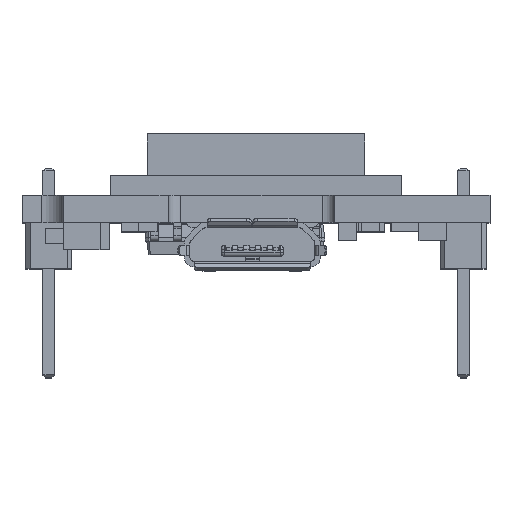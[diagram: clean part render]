
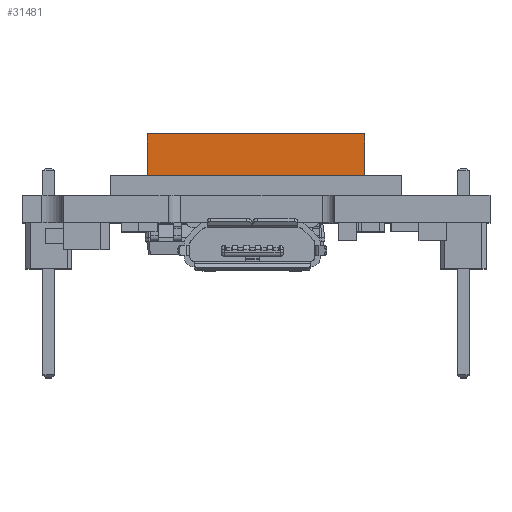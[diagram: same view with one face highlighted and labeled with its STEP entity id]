
A CAD part, top view. The second image highlights one B-rep face of the part: STEP entity #31481.
In plain terms, the highlighted planar face has unit normal (0, 0, 1).
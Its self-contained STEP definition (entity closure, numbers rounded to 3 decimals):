
#2479=FACE_OUTER_BOUND('',#4206,.T.);
#4206=EDGE_LOOP('',(#20989,#20990,#20991,#20992));
#6080=LINE('',#43006,#9702);
#6083=LINE('',#43012,#9705);
#6084=LINE('',#43014,#9706);
#6085=LINE('',#43015,#9707);
#9702=VECTOR('',#35370,2.3);
#9705=VECTOR('',#35375,12.);
#9706=VECTOR('',#35376,2.3);
#9707=VECTOR('',#35377,12.);
#13324=VERTEX_POINT('',#43003);
#13325=VERTEX_POINT('',#43005);
#13327=VERTEX_POINT('',#43011);
#13328=VERTEX_POINT('',#43013);
#16362=EDGE_CURVE('',#13325,#13324,#6080,.T.);
#16365=EDGE_CURVE('',#13324,#13327,#6083,.T.);
#16366=EDGE_CURVE('',#13328,#13327,#6084,.T.);
#16367=EDGE_CURVE('',#13325,#13328,#6085,.T.);
#20989=ORIENTED_EDGE('',*,*,#16365,.T.);
#20990=ORIENTED_EDGE('',*,*,#16366,.F.);
#20991=ORIENTED_EDGE('',*,*,#16367,.F.);
#20992=ORIENTED_EDGE('',*,*,#16362,.T.);
#30234=PLANE('',#33359);
#31481=ADVANCED_FACE('',(#2479),#30234,.F.);
#33359=AXIS2_PLACEMENT_3D('',#43010,#35373,#35374);
#35370=DIRECTION('',(0.,-1.,0.));
#35373=DIRECTION('center_axis',(0.,0.,-1.));
#35374=DIRECTION('ref_axis',(-1.,0.,0.));
#35375=DIRECTION('',(1.,0.,0.));
#35376=DIRECTION('',(0.,-1.,0.));
#35377=DIRECTION('',(1.,0.,0.));
#43003=CARTESIAN_POINT('',(-18.9,2.6,-11.65));
#43005=CARTESIAN_POINT('',(-18.9,4.9,-11.65));
#43006=CARTESIAN_POINT('',(-18.9,4.9,-11.65));
#43010=CARTESIAN_POINT('Origin',(-18.9,4.9,-11.65));
#43011=CARTESIAN_POINT('',(-6.9,2.6,-11.65));
#43012=CARTESIAN_POINT('',(-18.9,2.6,-11.65));
#43013=CARTESIAN_POINT('',(-6.9,4.9,-11.65));
#43014=CARTESIAN_POINT('',(-6.9,4.9,-11.65));
#43015=CARTESIAN_POINT('',(-18.9,4.9,-11.65));
